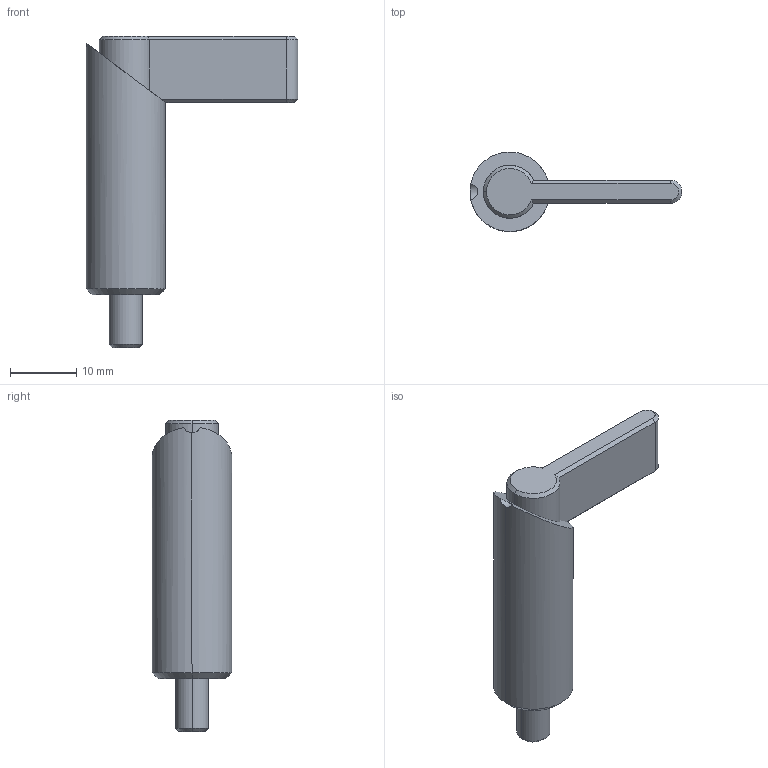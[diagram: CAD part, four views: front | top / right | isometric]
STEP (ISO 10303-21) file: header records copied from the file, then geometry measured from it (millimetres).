
FILE_DESCRIPTION(('STEP AP214'),'1');
FILE_NAME(' ',' ',('TraceParts'),('TraceParts S.A.'),'XStep 1.0',' ',' ');
FILE_SCHEMA(('automotive_design'));
Length unit declared in the file: millimetre
Products named in the file (2): 1; 2
Bounding box: 32 x 12 x 47 mm (x, y, z)
Volume: 4921.9 mm3; surface area: 3499.2 mm2
Topology: 2 solids, 2 shells, 32 faces, 68 edges, 42 vertices
Faces by surface type: cylinder 12, plane 12, cone 8
Entity records: 1733 total; most frequent: DIRECTION 166, CARTESIAN_POINT 162, STYLED_ITEM 144, PRESENTATION_STYLE_ASSIGNMENT 144, COLOUR_RGB 144, ORIENTED_EDGE 136, EDGE_CURVE 68, AXIS2_PLACEMENT_3D 68
